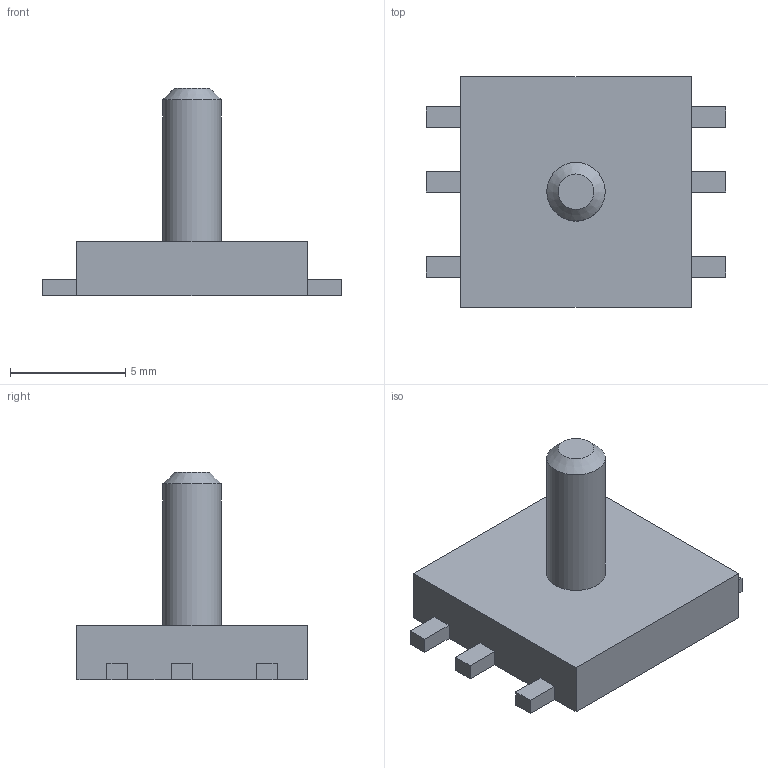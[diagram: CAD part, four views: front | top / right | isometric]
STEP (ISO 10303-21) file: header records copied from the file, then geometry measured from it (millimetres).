
FILE_DESCRIPTION(/* description */ (''),/* implementation_level */ '2;1');
FILE_NAME(/* name */ '5-way switch.step',/* time_stamp */ '2022-09-28T08:45:16-07:00',/* author */ (''),/* organization */ (''),/* preprocessor_version */ 'ST-DEVELOPER v19',/* originating_system */ 'Autodesk Translation Framework v11.7.0.108',/* authorisation */ '');
FILE_SCHEMA (('AUTOMOTIVE_DESIGN { 1 0 10303 214 3 1 1 }'));
Length unit declared in the file: millimetre
Products named in the file (1): 5-way switch
Bounding box: 13 x 10 x 9 mm (x, y, z)
Volume: 273.5 mm3; surface area: 373.2 mm2
Topology: 1 solids, 1 shells, 33 faces, 89 edges, 59 vertices
Faces by surface type: plane 31, cone 1, cylinder 1
Full cylindrical faces by diameter (mm): 2.54 x1
Entity records: 1058 total; most frequent: CARTESIAN_POINT 182, ORIENTED_EDGE 178, DIRECTION 160, EDGE_CURVE 89, LINE 86, VECTOR 86, VERTEX_POINT 59, AXIS2_PLACEMENT_3D 37
